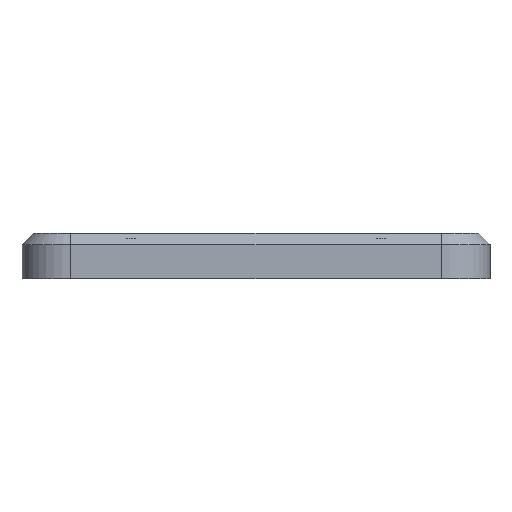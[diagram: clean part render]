
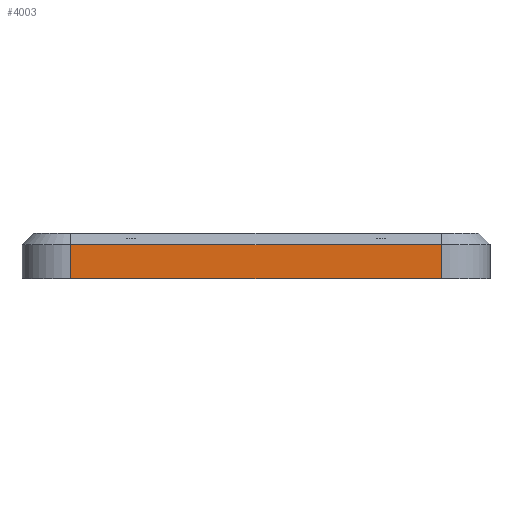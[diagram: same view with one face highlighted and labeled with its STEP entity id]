
A CAD part, left-side view. The second image highlights one B-rep face of the part: STEP entity #4003.
In plain terms, the highlighted planar face has unit normal (-1, 0, 0).
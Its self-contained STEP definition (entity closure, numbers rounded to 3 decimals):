
#190=PLANE('',#4350);
#398=FACE_OUTER_BOUND('',#628,.T.);
#628=EDGE_LOOP('',(#3732,#3733,#3734,#3735));
#712=LINE('',#5718,#1160);
#1060=LINE('',#6583,#1508);
#1076=LINE('',#6622,#1524);
#1077=LINE('',#6624,#1525);
#1160=VECTOR('',#4576,10.);
#1508=VECTOR('',#5400,10.);
#1524=VECTOR('',#5462,10.);
#1525=VECTOR('',#5465,10.);
#1743=VERTEX_POINT('',#5715);
#1744=VERTEX_POINT('',#5717);
#2022=VERTEX_POINT('',#6577);
#2023=VERTEX_POINT('',#6581);
#2143=EDGE_CURVE('',#1743,#1744,#712,.T.);
#2577=EDGE_CURVE('',#2022,#2023,#1060,.T.);
#2594=EDGE_CURVE('',#1743,#2023,#1076,.T.);
#2595=EDGE_CURVE('',#1744,#2022,#1077,.T.);
#3732=ORIENTED_EDGE('',*,*,#2577,.F.);
#3733=ORIENTED_EDGE('',*,*,#2595,.F.);
#3734=ORIENTED_EDGE('',*,*,#2143,.F.);
#3735=ORIENTED_EDGE('',*,*,#2594,.T.);
#4003=ADVANCED_FACE('',(#398),#190,.T.);
#4350=AXIS2_PLACEMENT_3D('',#6623,#5463,#5464);
#4576=DIRECTION('',(0.,1.,0.));
#5400=DIRECTION('',(0.,-1.,0.));
#5462=DIRECTION('',(0.,0.,1.));
#5463=DIRECTION('center_axis',(-1.,0.,0.));
#5464=DIRECTION('ref_axis',(0.,-1.,0.));
#5465=DIRECTION('',(0.,0.,1.));
#5715=CARTESIAN_POINT('',(-79.15,-32.25,-1.));
#5717=CARTESIAN_POINT('',(-79.15,32.25,-1.));
#5718=CARTESIAN_POINT('',(-79.15,-32.25,-1.));
#6577=CARTESIAN_POINT('',(-79.15,32.25,5.));
#6581=CARTESIAN_POINT('',(-79.15,-32.25,5.));
#6583=CARTESIAN_POINT('',(-79.15,16.125,5.));
#6622=CARTESIAN_POINT('',(-79.15,-32.25,0.));
#6623=CARTESIAN_POINT('Origin',(-79.15,32.25,0.));
#6624=CARTESIAN_POINT('',(-79.15,32.25,0.));
